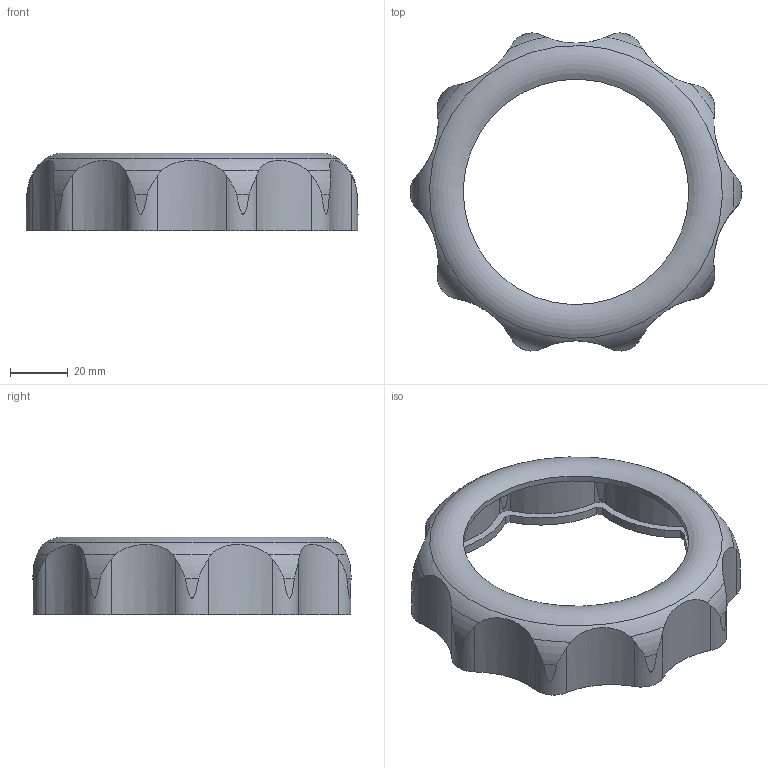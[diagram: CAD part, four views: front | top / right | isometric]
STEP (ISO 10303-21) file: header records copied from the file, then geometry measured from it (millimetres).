
FILE_DESCRIPTION( ( 'STEP AP203' ), '1' );
FILE_NAME( 'VT3110.step', '2022-07-20T09:20:27', ( ' ' ), ( ' ' ), 'XStep 1.0', ' ', ' ' );
FILE_SCHEMA( ( 'CONFIG_CONTROL_DESIGN' ) );
Length unit declared in the file: millimetre
Products named in the file (1): 1
Bounding box: 114.86 x 110.02 x 26.79 mm (x, y, z)
Volume: 35073.8 mm3; surface area: 27368.3 mm2
Topology: 1 solids, 1 shells, 2133 faces, 6308 edges, 4205 vertices
Faces by surface type: plane 1976, cylinder 87, torus 50, cone 20
Full cylindrical faces by diameter (mm): 78 x1
Entity records: 76446 total; most frequent: CARTESIAN_POINT 27500, ORIENTED_EDGE 12602, DIRECTION 6575, EDGE_CURVE 6301, VERTEX_POINT 4202, B_SPLINE_CURVE_WITH_KNOTS 4118, AXIS2_PLACEMENT_3D 2258, EDGE_LOOP 2167
